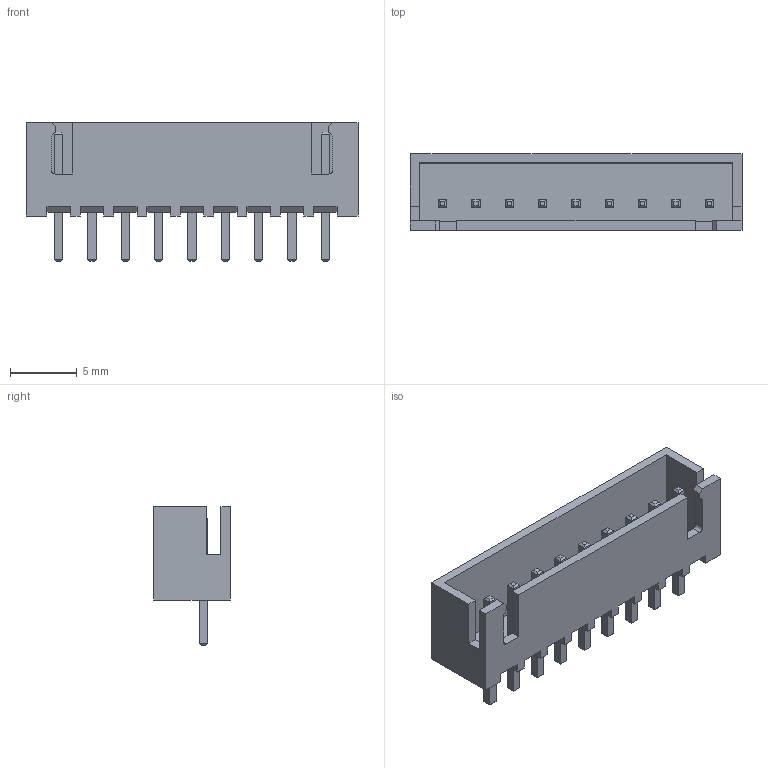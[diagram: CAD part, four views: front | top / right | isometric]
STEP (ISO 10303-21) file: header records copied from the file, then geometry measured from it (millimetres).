
FILE_DESCRIPTION (( 'STEP AP203' ), '1' );
FILE_NAME ('XH 2,54_9p.STEP', '2023-11-10T18:54:04', ( '' ), ( '' ), 'SwSTEP 2.0', 'SolidWorks 2022', '' );
FILE_SCHEMA (( 'CONFIG_CONTROL_DESIGN' ));
Length unit declared in the file: millimetre
Products named in the file (1): XH 2,54_9p
Bounding box: 24.9 x 5.75 x 10.4 mm (x, y, z)
Volume: 338.5 mm3; surface area: 1300.7 mm2
Topology: 10 solids, 10 shells, 248 faces, 612 edges, 384 vertices
Faces by surface type: plane 246, cylinder 2
Entity records: 7179 total; most frequent: CARTESIAN_POINT 1245, ORIENTED_EDGE 1224, DIRECTION 1114, EDGE_CURVE 612, VECTOR 608, LINE 608, VERTEX_POINT 384, EDGE_LOOP 266
